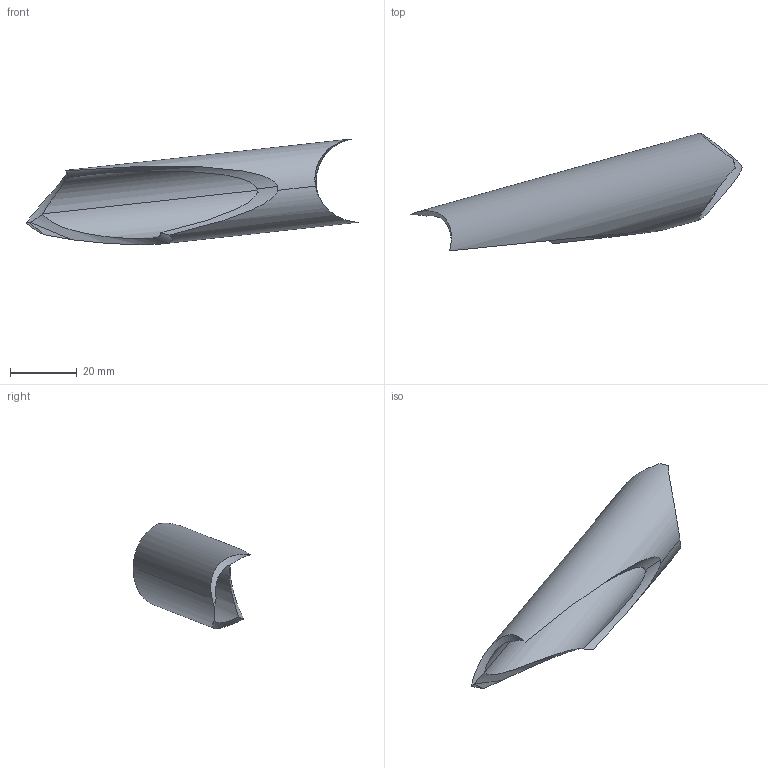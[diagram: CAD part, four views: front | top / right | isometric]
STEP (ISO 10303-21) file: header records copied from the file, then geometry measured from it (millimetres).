
FILE_DESCRIPTION(('CATIA V5 STEP Exchange'),'2;1');
FILE_NAME('j''essaye de réparer\127.stp','2022-01-04T14:25:00+00:00',('none'),('none'),'CATIA Version 5 Release 19 SP 2 (IN-10)','CATIA V5 STEP AP203','none');
FILE_SCHEMA(('CONFIG_CONTROL_DESIGN'));
Length unit declared in the file: millimetre
Products named in the file (1): Shape_239
Bounding box: 99.41 x 35.29 x 31.67 mm (x, y, z)
Volume: 8627.4 mm3; surface area: 9349.8 mm2
Topology: 1 solids, 1 shells, 14 faces, 42 edges, 28 vertices
Faces by surface type: cylinder 13, plane 1
Entity records: 832 total; most frequent: CARTESIAN_POINT 477, ORIENTED_EDGE 84, EDGE_CURVE 42, DIRECTION 34, B_SPLINE_CURVE_WITH_KNOTS 32, VERTEX_POINT 28, AXIS2_PLACEMENT_3D 14, ADVANCED_FACE 14
